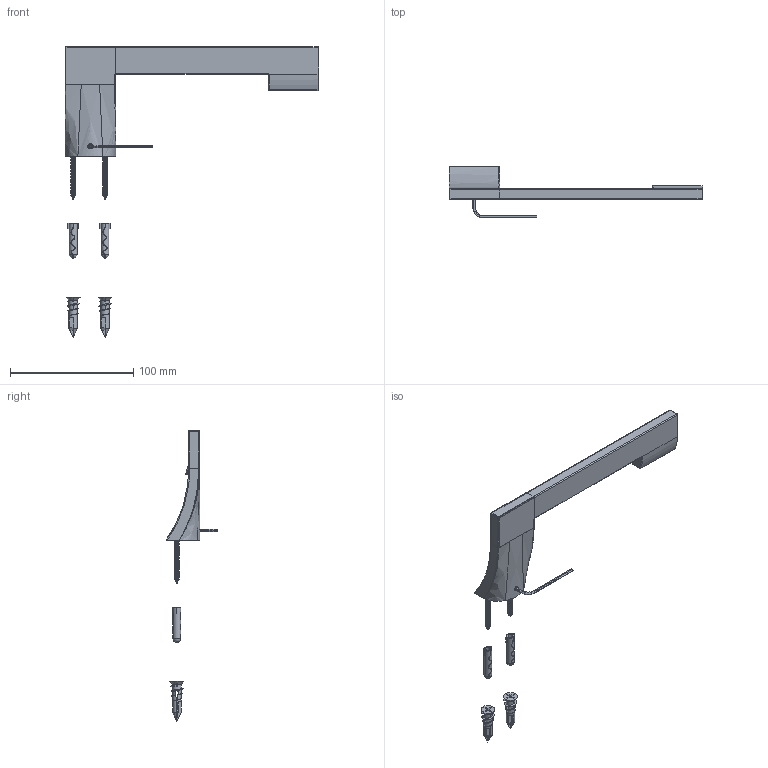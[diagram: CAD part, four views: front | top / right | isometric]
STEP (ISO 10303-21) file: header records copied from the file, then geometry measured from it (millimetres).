
FILE_DESCRIPTION((''),'2;1');
FILE_NAME('4706_ASM','2010-12-17T',('rameshkumark'),(''),'PRO/ENGINEER BY PARAMETRIC TECHNOLOGY CORPORATION, 2009300','PRO/ENGINEER BY PARAMETRIC TECHNOLOGY CORPORATION, 2009300','');
FILE_SCHEMA(('CONFIG_CONTROL_DESIGN'));
Length unit declared in the file: inch
Products named in the file (9): 40418; 92437; 92274; 91479; 91460; 1-206_47XX_ASM; 92001; 10192; 4706_ASM
Assembly tree (11 placements, depth 3):
  4706_ASM
    40418
    92437
    1-206_47XX_ASM
      92274  x2
      91479  x2
      91460  x2
    92001
    10192
Bounding box: 206.38 x 42.12 x 236.11 mm (x, y, z)
Volume: 84525.7 mm3; surface area: 61932.5 mm2
Topology: 14 solids, 17 shells, 698 faces, 1697 edges, 1026 vertices
Faces by surface type: torus 221, plane 193, bspline 113, cylinder 90, cone 57, sphere 20, extrusion 4
Entity records: 21515 total; most frequent: CARTESIAN_POINT 10330, ORIENTED_EDGE 2320, DIRECTION 2272, EDGE_CURVE 1173, AXIS2_PLACEMENT_3D 904, VERTEX_POINT 709, EDGE_LOOP 505, FACE_OUTER_BOUND 490
